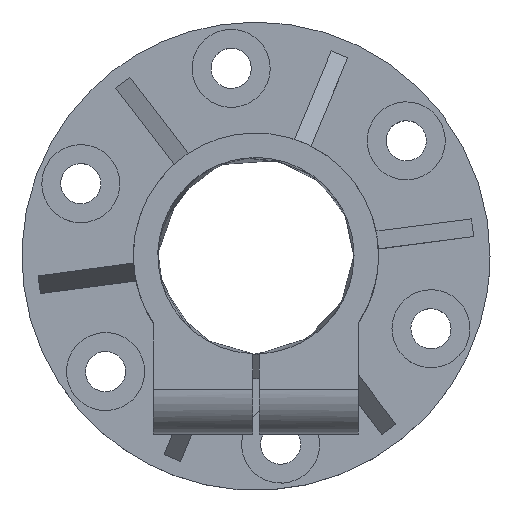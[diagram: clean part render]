
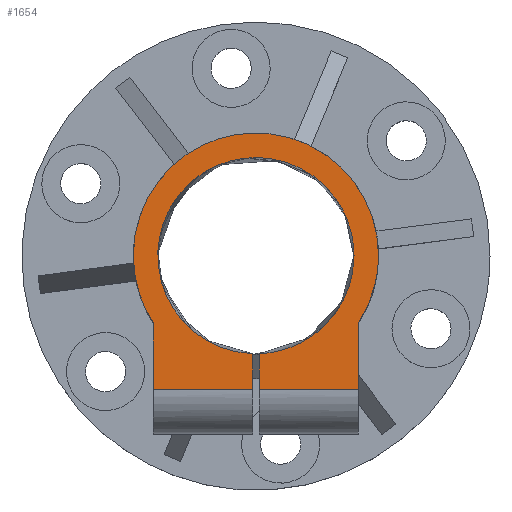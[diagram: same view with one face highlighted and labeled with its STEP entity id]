
A CAD part, top view. The second image highlights one B-rep face of the part: STEP entity #1654.
In plain terms, the highlighted free-form (B-spline) face has degree [1, 1] with [2, 2] control points.
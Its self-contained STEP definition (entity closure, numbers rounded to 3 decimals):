
#919 = VERTEX_POINT('',#920);
#920 = CARTESIAN_POINT('',(-32.335,-21.193,
    115.28));
#925 = EDGE_CURVE('',#926,#919,#928,.T.);
#926 = VERTEX_POINT('',#927);
#927 = CARTESIAN_POINT('',(38.661,0.,115.28));
#928 = ( BOUNDED_CURVE() B_SPLINE_CURVE(2,(#929,#930,#931,#932,#933),
.UNSPECIFIED.,.F.,.F.) B_SPLINE_CURVE_WITH_KNOTS((3,2,3),(0.,
1.861,3.722),.PIECEWISE_BEZIER_KNOTS.) CURVE() 
GEOMETRIC_REPRESENTATION_ITEM() RATIONAL_B_SPLINE_CURVE((1.,
0.597,1.,0.597,1.)) REPRESENTATION_ITEM('') );
#929 = CARTESIAN_POINT('',(38.661,0.,115.28));
#930 = CARTESIAN_POINT('',(38.661,51.887,
    115.28));
#931 = CARTESIAN_POINT('',(-11.059,37.046,
    115.28));
#932 = CARTESIAN_POINT('',(-60.778,22.204,
    115.28));
#933 = CARTESIAN_POINT('',(-32.335,-21.193,
    115.28));
#935 = EDGE_CURVE('',#936,#926,#938,.T.);
#936 = VERTEX_POINT('',#937);
#937 = CARTESIAN_POINT('',(32.335,-21.193,
    115.28));
#938 = ( BOUNDED_CURVE() B_SPLINE_CURVE(2,(#939,#940,#941),
.UNSPECIFIED.,.F.,.F.) B_SPLINE_CURVE_WITH_KNOTS((3,3),(5.703,
6.283),.PIECEWISE_BEZIER_KNOTS.) CURVE() 
GEOMETRIC_REPRESENTATION_ITEM() RATIONAL_B_SPLINE_CURVE((1.,
0.958,1.)) REPRESENTATION_ITEM('') );
#939 = CARTESIAN_POINT('',(32.335,-21.193,
    115.28));
#940 = CARTESIAN_POINT('',(38.661,-11.541,
    115.28));
#941 = CARTESIAN_POINT('',(38.661,0.,
    115.28));
#1593 = VERTEX_POINT('',#1594);
#1594 = CARTESIAN_POINT('',(32.335,-42.175,
    115.28));
#1617 = EDGE_CURVE('',#936,#1593,#1618,.T.);
#1618 = B_SPLINE_CURVE_WITH_KNOTS('',1,(#1619,#1620),.UNSPECIFIED.,.F.,
  .F.,(2,2),(15.075,30.),.PIECEWISE_BEZIER_KNOTS.);
#1619 = CARTESIAN_POINT('',(32.335,-21.193,
    115.28));
#1620 = CARTESIAN_POINT('',(32.335,-42.175,
    115.28));
#1654 = ADVANCED_FACE('',(#1655),#1711,.T.);
#1655 = FACE_BOUND('',#1656,.T.);
#1656 = EDGE_LOOP('',(#1657,#1658,#1659,#1660,#1667,#1674,#1681,#1691,
    #1699,#1706));
#1657 = ORIENTED_EDGE('',*,*,#1617,.F.);
#1658 = ORIENTED_EDGE('',*,*,#935,.T.);
#1659 = ORIENTED_EDGE('',*,*,#925,.T.);
#1660 = ORIENTED_EDGE('',*,*,#1661,.T.);
#1661 = EDGE_CURVE('',#919,#1662,#1664,.T.);
#1662 = VERTEX_POINT('',#1663);
#1663 = CARTESIAN_POINT('',(-32.335,-42.175,
    115.28));
#1664 = B_SPLINE_CURVE_WITH_KNOTS('',1,(#1665,#1666),.UNSPECIFIED.,.F.,
  .F.,(2,2),(15.075,30.),.PIECEWISE_BEZIER_KNOTS.);
#1665 = CARTESIAN_POINT('',(-32.335,-21.193,
    115.28));
#1666 = CARTESIAN_POINT('',(-32.335,-42.175,
    115.28));
#1667 = ORIENTED_EDGE('',*,*,#1668,.T.);
#1668 = EDGE_CURVE('',#1662,#1669,#1671,.T.);
#1669 = VERTEX_POINT('',#1670);
#1670 = CARTESIAN_POINT('',(-1.054,-42.175,
    115.28));
#1671 = B_SPLINE_CURVE_WITH_KNOTS('',1,(#1672,#1673),.UNSPECIFIED.,.F.,
  .F.,(2,2),(0.,22.25),.PIECEWISE_BEZIER_KNOTS.);
#1672 = CARTESIAN_POINT('',(-32.335,-42.175,
    115.28));
#1673 = CARTESIAN_POINT('',(-1.054,-42.175,
    115.28));
#1674 = ORIENTED_EDGE('',*,*,#1675,.T.);
#1675 = EDGE_CURVE('',#1669,#1676,#1678,.T.);
#1676 = VERTEX_POINT('',#1677);
#1677 = CARTESIAN_POINT('',(-1.054,-30.911,
    115.28));
#1678 = B_SPLINE_CURVE_WITH_KNOTS('',1,(#1679,#1680),.UNSPECIFIED.,.F.,
  .F.,(2,2),(-6.734,1.279),.PIECEWISE_BEZIER_KNOTS.);
#1679 = CARTESIAN_POINT('',(-1.054,-42.175,
    115.28));
#1680 = CARTESIAN_POINT('',(-1.054,-30.911,
    115.28));
#1681 = ORIENTED_EDGE('',*,*,#1682,.T.);
#1682 = EDGE_CURVE('',#1676,#1683,#1685,.T.);
#1683 = VERTEX_POINT('',#1684);
#1684 = CARTESIAN_POINT('',(30.929,0.,115.28));
#1685 = ( BOUNDED_CURVE() B_SPLINE_CURVE(2,(#1686,#1687,#1688,#1689,
#1690),.UNSPECIFIED.,.F.,.F.) B_SPLINE_CURVE_WITH_KNOTS((3,2,3),(
    1.605,3.944,6.283),
.PIECEWISE_BEZIER_KNOTS.) CURVE() GEOMETRIC_REPRESENTATION_ITEM() 
RATIONAL_B_SPLINE_CURVE((1.,0.391,1.,0.391,1.)) 
REPRESENTATION_ITEM('') );
#1686 = CARTESIAN_POINT('',(-1.054,-30.911,
    115.28));
#1687 = CARTESIAN_POINT('',(-73.916,-28.425,
    115.28));
#1688 = CARTESIAN_POINT('',(-21.494,22.24,
    115.28));
#1689 = CARTESIAN_POINT('',(30.929,72.904,
    115.28));
#1690 = CARTESIAN_POINT('',(30.929,0.,
    115.28));
#1691 = ORIENTED_EDGE('',*,*,#1692,.T.);
#1692 = EDGE_CURVE('',#1683,#1693,#1695,.T.);
#1693 = VERTEX_POINT('',#1694);
#1694 = CARTESIAN_POINT('',(1.054,-30.911,
    115.28));
#1695 = ( BOUNDED_CURVE() B_SPLINE_CURVE(2,(#1696,#1697,#1698),
.UNSPECIFIED.,.F.,.F.) B_SPLINE_CURVE_WITH_KNOTS((3,3),(0.,
1.537),.PIECEWISE_BEZIER_KNOTS.) CURVE() 
GEOMETRIC_REPRESENTATION_ITEM() RATIONAL_B_SPLINE_CURVE((1.,
0.719,1.)) REPRESENTATION_ITEM('') );
#1696 = CARTESIAN_POINT('',(30.929,0.,115.28));
#1697 = CARTESIAN_POINT('',(30.929,-29.892,
    115.28));
#1698 = CARTESIAN_POINT('',(1.054,-30.911,
    115.28));
#1699 = ORIENTED_EDGE('',*,*,#1700,.F.);
#1700 = EDGE_CURVE('',#1701,#1693,#1703,.T.);
#1701 = VERTEX_POINT('',#1702);
#1702 = CARTESIAN_POINT('',(1.054,-42.175,
    115.28));
#1703 = B_SPLINE_CURVE_WITH_KNOTS('',1,(#1704,#1705),.UNSPECIFIED.,.F.,
  .F.,(2,2),(-6.734,1.279),.PIECEWISE_BEZIER_KNOTS.);
#1704 = CARTESIAN_POINT('',(1.054,-42.175,
    115.28));
#1705 = CARTESIAN_POINT('',(1.054,-30.911,
    115.28));
#1706 = ORIENTED_EDGE('',*,*,#1707,.T.);
#1707 = EDGE_CURVE('',#1701,#1593,#1708,.T.);
#1708 = B_SPLINE_CURVE_WITH_KNOTS('',1,(#1709,#1710),.UNSPECIFIED.,.F.,
  .F.,(2,2),(23.75,46.),.PIECEWISE_BEZIER_KNOTS.);
#1709 = CARTESIAN_POINT('',(1.054,-42.175,
    115.28));
#1710 = CARTESIAN_POINT('',(32.335,-42.175,
    115.28));
#1711 = B_SPLINE_SURFACE_WITH_KNOTS('',1,1,(
    (#1712,#1713)
    ,(#1714,#1715
    )),.UNSPECIFIED.,.F.,.F.,.F.,(2,2),(2,2),(-27.901,
    27.099),(-24.428,33.072),
  .PIECEWISE_BEZIER_KNOTS.);
#1712 = CARTESIAN_POINT('',(-38.661,-42.175,
    115.28));
#1713 = CARTESIAN_POINT('',(-38.661,38.661,
    115.28));
#1714 = CARTESIAN_POINT('',(38.661,-42.175,
    115.28));
#1715 = CARTESIAN_POINT('',(38.661,38.661,
    115.28));
